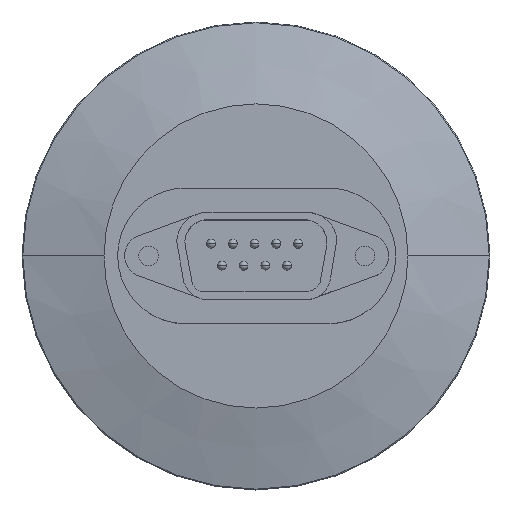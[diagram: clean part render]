
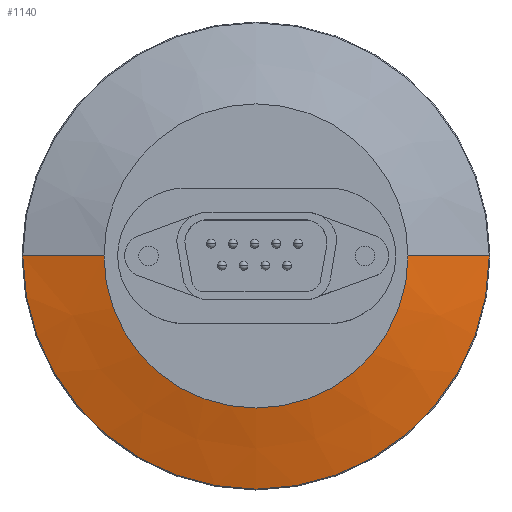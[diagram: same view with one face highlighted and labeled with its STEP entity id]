
A CAD part, top view. The second image highlights one B-rep face of the part: STEP entity #1140.
In plain terms, the highlighted conical face has half-angle 75 degrees and reference radius 17.176 mm.
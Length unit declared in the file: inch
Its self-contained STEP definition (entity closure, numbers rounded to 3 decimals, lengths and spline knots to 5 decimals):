
#1065 = EDGE_CURVE ( 'NONE', #2266, #2343, #1935, .T. ) ;
#1066 = EDGE_CURVE ( 'NONE', #2336, #2269, #1934, .T. ) ;
#1140 = ADVANCED_FACE ( 'NONE', ( #1801 ), #1794, .T. ) ;
#1600 = DIRECTION ( 'NONE',  ( -0.966, 0., -0.259 ) ) ;
#1609 = CARTESIAN_POINT ( 'NONE',  ( -0.91346, -0.60355, 0.20628 ) ) ;
#1620 = CARTESIAN_POINT ( 'NONE',  ( 0.439, -0.60355, 0.20628 ) ) ;
#1621 = DIRECTION ( 'NONE',  ( 0.966, 0., -0.259 ) ) ;
#1700 = ORIENTED_EDGE ( 'NONE', *, *, #5602, .T. ) ;
#1701 = ORIENTED_EDGE ( 'NONE', *, *, #1066, .T. ) ;
#1704 = ORIENTED_EDGE ( 'NONE', *, *, #5598, .F. ) ;
#1705 = ORIENTED_EDGE ( 'NONE', *, *, #1065, .F. ) ;
#1794 = CONICAL_SURFACE ( 'NONE', #5333, 0.67623, 1.309 ) ;
#1801 = FACE_OUTER_BOUND ( 'NONE', #2671, .T. ) ;
#1934 = CIRCLE ( 'NONE', #5398, 1.0729 ) ;
#1935 = CIRCLE ( 'NONE', #5399, 0.69966 ) ;
#2266 = VERTEX_POINT ( 'NONE', #4365 ) ;
#2269 = VERTEX_POINT ( 'NONE', #4353 ) ;
#2336 = VERTEX_POINT ( 'NONE', #4148 ) ;
#2343 = VERTEX_POINT ( 'NONE', #4128 ) ;
#2671 = EDGE_LOOP ( 'NONE', ( #1704, #1705, #1700, #1701 ) ) ;
#3135 = CARTESIAN_POINT ( 'NONE',  ( -0.23723, -0.60355, 0.20628 ) ) ;
#3139 = DIRECTION ( 'NONE',  ( 0., 0., -1. ) ) ;
#3143 = DIRECTION ( 'NONE',  ( -1., 0., 0. ) ) ;
#3440 = DIRECTION ( 'NONE',  ( 1., 0., 0. ) ) ;
#3441 = DIRECTION ( 'NONE',  ( 0., 0., 1. ) ) ;
#3442 = CARTESIAN_POINT ( 'NONE',  ( -0.23723, -0.60355, 0.09999 ) ) ;
#3443 = DIRECTION ( 'NONE',  ( -1., 0., 0. ) ) ;
#3444 = DIRECTION ( 'NONE',  ( 0., 0., 1. ) ) ;
#3445 = CARTESIAN_POINT ( 'NONE',  ( -0.23723, -0.60355, 0.2 ) ) ;
#4128 = CARTESIAN_POINT ( 'NONE',  ( 0.46243, -0.60355, 0.2 ) ) ;
#4148 = CARTESIAN_POINT ( 'NONE',  ( -1.31013, -0.60355, 0.09999 ) ) ;
#4353 = CARTESIAN_POINT ( 'NONE',  ( 0.83567, -0.60355, 0.09999 ) ) ;
#4365 = CARTESIAN_POINT ( 'NONE',  ( -0.93689, -0.60355, 0.2 ) ) ;
#5050 = VECTOR ( 'NONE', #1600, 39.37008 ) ;
#5057 = VECTOR ( 'NONE', #1621, 39.37008 ) ;
#5060 = LINE ( 'NONE', #1620, #5057 ) ;
#5061 = LINE ( 'NONE', #1609, #5050 ) ;
#5333 = AXIS2_PLACEMENT_3D ( 'NONE', #3135, #3139, #3143 ) ;
#5398 = AXIS2_PLACEMENT_3D ( 'NONE', #3442, #3441, #3440 ) ;
#5399 = AXIS2_PLACEMENT_3D ( 'NONE', #3445, #3444, #3443 ) ;
#5598 = EDGE_CURVE ( 'NONE', #2343, #2269, #5060, .T. ) ;
#5602 = EDGE_CURVE ( 'NONE', #2266, #2336, #5061, .T. ) ;
